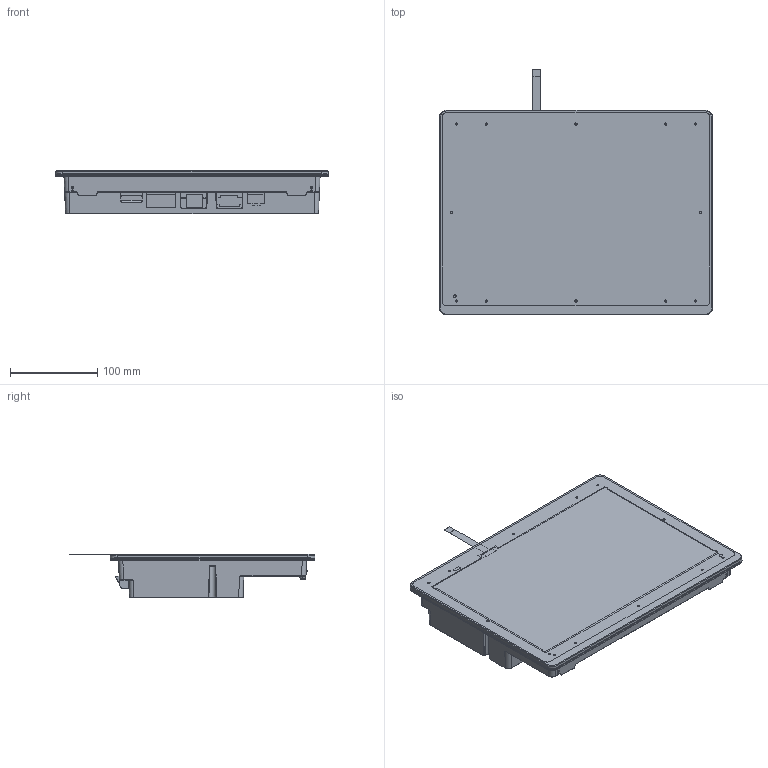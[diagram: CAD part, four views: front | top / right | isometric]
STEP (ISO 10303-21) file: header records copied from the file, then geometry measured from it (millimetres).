
FILE_DESCRIPTION(('STEP AP242'),'1');
FILE_NAME('hmistw6600.stp','2021-03-06T12:06:30',('TraceParts'),('TraceParts S.A.'),'Spatial InterOp 3D',' ',' ');
FILE_SCHEMA(('AP242_MANAGED_MODEL_BASED_3D_ENGINEERING_MIM_LF {1 0 10303 442 1 1 4}'));
Length unit declared in the file: millimetre
Products named in the file (1): hmistw6600_1
Bounding box: 313 x 282.1 x 50 mm (x, y, z)
Volume: 2636842.2 mm3; surface area: 731084.8 mm2
Topology: 13 solids, 18 shells, 994 faces, 2570 edges, 1598 vertices
Faces by surface type: plane 428, cylinder 374, bspline 138, cone 52, torus 2
Entity records: 38736 total; most frequent: CARTESIAN_POINT 16063, ORIENTED_EDGE 5052, DIRECTION 4230, EDGE_CURVE 2526, VERTEX_POINT 1598, AXIS2_PLACEMENT_3D 1418, LINE 1394, VECTOR 1394
